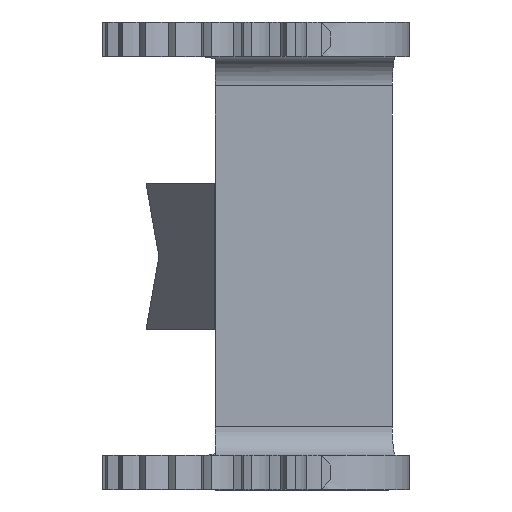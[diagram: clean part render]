
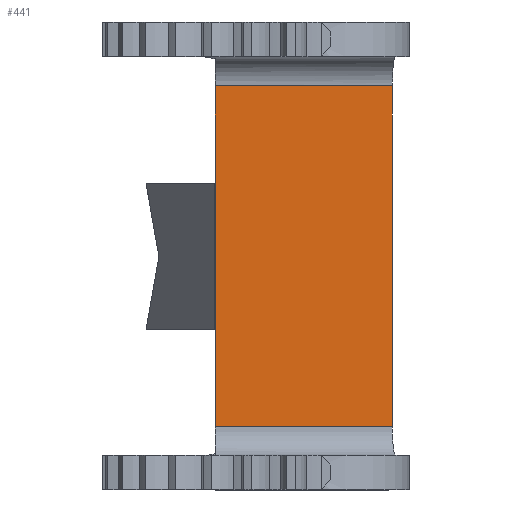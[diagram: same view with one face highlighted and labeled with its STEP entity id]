
A CAD part, top view. The second image highlights one B-rep face of the part: STEP entity #441.
In plain terms, the highlighted planar face has unit normal (0, 0, 1).
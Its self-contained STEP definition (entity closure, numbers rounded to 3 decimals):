
#312=PLANE('',#3651);
#441=ADVANCED_FACE('',(#710),#312,.F.);
#710=FACE_OUTER_BOUND('',#887,.T.);
#887=EDGE_LOOP('',(#2012,#2013,#2014,#2015));
#1101=LINE('',#5419,#1330);
#1108=LINE('',#5439,#1337);
#1119=LINE('',#5528,#1348);
#1120=LINE('',#5529,#1349);
#1330=VECTOR('',#4392,1.);
#1337=VECTOR('',#4411,1.);
#1348=VECTOR('',#4494,1.);
#1349=VECTOR('',#4495,1.);
#2012=ORIENTED_EDGE('',*,*,#2987,.T.);
#2013=ORIENTED_EDGE('',*,*,#3044,.T.);
#2014=ORIENTED_EDGE('',*,*,#2999,.T.);
#2015=ORIENTED_EDGE('',*,*,#3045,.T.);
#2607=VERTEX_POINT('',#5418);
#2608=VERTEX_POINT('',#5420);
#2614=VERTEX_POINT('',#5438);
#2615=VERTEX_POINT('',#5440);
#2987=EDGE_CURVE('',#2608,#2607,#1101,.T.);
#2999=EDGE_CURVE('',#2615,#2614,#1108,.T.);
#3044=EDGE_CURVE('',#2607,#2615,#1119,.T.);
#3045=EDGE_CURVE('',#2614,#2608,#1120,.T.);
#3651=AXIS2_PLACEMENT_3D('',#5530,#4496,#4497);
#4392=DIRECTION('',(0.,-1.,0.));
#4411=DIRECTION('',(0.,1.,0.));
#4494=DIRECTION('',(1.,0.,0.));
#4495=DIRECTION('',(-1.,0.,0.));
#4496=DIRECTION('',(0.,0.,-1.));
#4497=DIRECTION('',(0.,1.,0.));
#5418=CARTESIAN_POINT('',(-10.,-46.5,-17.5));
#5419=CARTESIAN_POINT('',(-10.,-53.1,-17.5));
#5420=CARTESIAN_POINT('',(-10.,-11.5,-17.5));
#5438=CARTESIAN_POINT('',(8.202,-11.5,-17.5));
#5439=CARTESIAN_POINT('',(8.202,-10.2,-17.5));
#5440=CARTESIAN_POINT('',(8.202,-46.5,-17.5));
#5528=CARTESIAN_POINT('',(8.202,-46.5,-17.5));
#5529=CARTESIAN_POINT('',(-10.,-11.5,-17.5));
#5530=CARTESIAN_POINT('',(-12.3,-10.2,-17.5));
